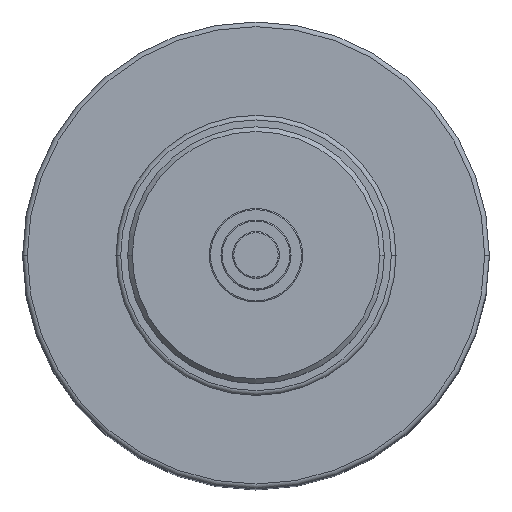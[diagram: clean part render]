
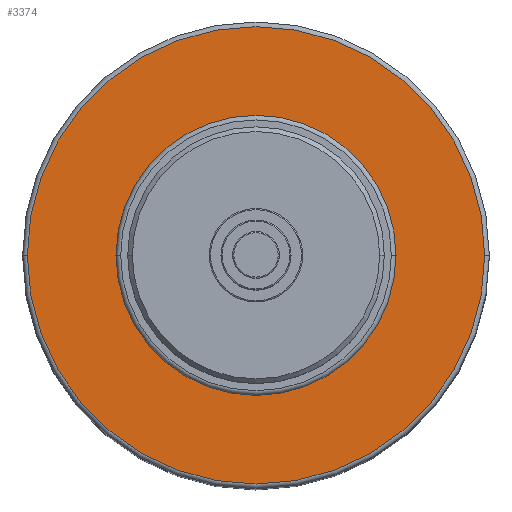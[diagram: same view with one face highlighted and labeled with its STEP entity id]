
A CAD part, top view. The second image highlights one B-rep face of the part: STEP entity #3374.
In plain terms, the highlighted planar face has unit normal (0, 0, 1).
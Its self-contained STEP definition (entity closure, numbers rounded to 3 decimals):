
#2843=CARTESIAN_POINT('',(0.,0.,-2.1));
#2844=DIRECTION('',(0.,0.,1.));
#2845=DIRECTION('',(1.,0.,0.));
#2846=AXIS2_PLACEMENT_3D('',#2843,#2844,#2845);
#2848=CARTESIAN_POINT('',(0.,0.,-2.1));
#2849=DIRECTION('',(0.,0.,1.));
#2850=DIRECTION('',(-1.,0.,0.));
#2851=AXIS2_PLACEMENT_3D('',#2848,#2849,#2850);
#2853=CARTESIAN_POINT('',(0.,0.,-2.1));
#2854=DIRECTION('',(0.,0.,-1.));
#2855=DIRECTION('',(-1.,0.,0.));
#2856=AXIS2_PLACEMENT_3D('',#2853,#2854,#2855);
#2858=CARTESIAN_POINT('',(0.,0.,-2.1));
#2859=DIRECTION('',(0.,0.,-1.));
#2860=DIRECTION('',(1.,0.,0.));
#2861=AXIS2_PLACEMENT_3D('',#2858,#2859,#2860);
#3177=CARTESIAN_POINT('',(3.,0.,-2.1));
#3178=VERTEX_POINT('',#3177);
#3179=CARTESIAN_POINT('',(-3.,0.,-2.1));
#3180=VERTEX_POINT('',#3179);
#3181=CARTESIAN_POINT('',(4.9,0.,-2.1));
#3182=CARTESIAN_POINT('',(-4.9,0.,-2.1));
#3183=VERTEX_POINT('',#3181);
#3184=VERTEX_POINT('',#3182);
#3359=CARTESIAN_POINT('',(0.,0.,-2.1));
#3360=DIRECTION('',(0.,0.,1.));
#3361=DIRECTION('',(0.,1.,0.));
#3362=AXIS2_PLACEMENT_3D('',#3359,#3360,#3361);
#3363=PLANE('',#3362);
#3365=ORIENTED_EDGE('',*,*,#3364,.F.);
#3367=ORIENTED_EDGE('',*,*,#3366,.F.);
#3368=EDGE_LOOP('',(#3365,#3367));
#3369=FACE_OUTER_BOUND('',#3368,.F.);
#3370=ORIENTED_EDGE('',*,*,#3353,.F.);
#3371=ORIENTED_EDGE('',*,*,#3339,.F.);
#3372=EDGE_LOOP('',(#3370,#3371));
#3373=FACE_BOUND('',#3372,.F.);
#3374=ADVANCED_FACE('',(#3369,#3373),#3363,.T.);
#2847=CIRCLE('',#2846,4.9);
#2852=CIRCLE('',#2851,4.9);
#2857=CIRCLE('',#2856,3.);
#2862=CIRCLE('',#2861,3.);
#3339=EDGE_CURVE('',#3178,#3180,#2862,.T.);
#3353=EDGE_CURVE('',#3180,#3178,#2857,.T.);
#3364=EDGE_CURVE('',#3183,#3184,#2847,.T.);
#3366=EDGE_CURVE('',#3184,#3183,#2852,.T.);
